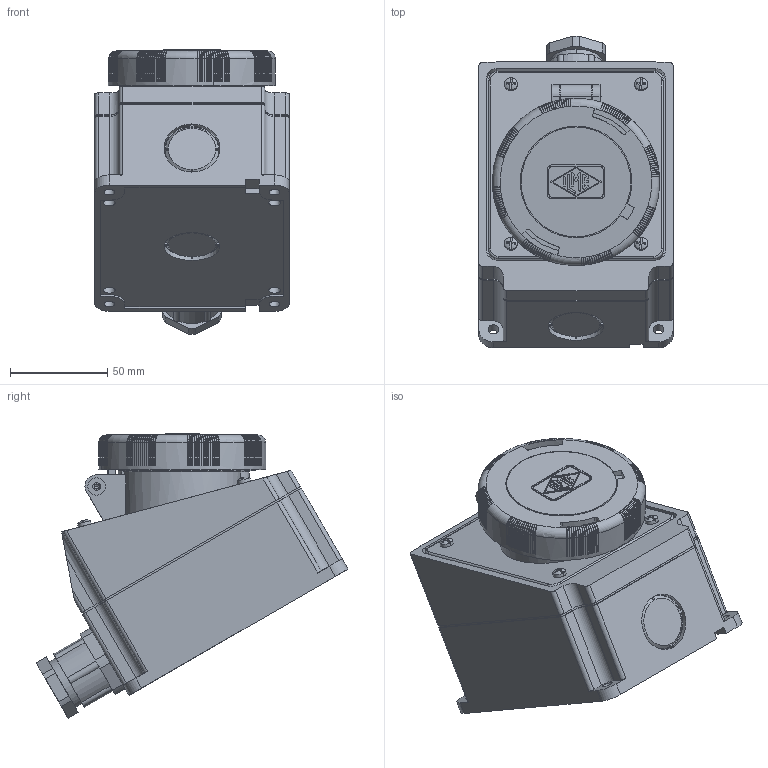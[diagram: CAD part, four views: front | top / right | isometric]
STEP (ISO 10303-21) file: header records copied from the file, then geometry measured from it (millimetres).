
FILE_DESCRIPTION(('Creo Elements/Direct Modeling STEP Export'),'2;1');
FILE_NAME('223miqb60nmqm6u6656','2024-01-15T13:42:49',(''),(''),'Creo Elements/Direct Modeling STEP processor for AP214 (Solid Model)','Creo Elements/Direct Modeling 20.5B 27-May-2023 (C) Parametric Technology GmbH','');
FILE_SCHEMA(('AUTOMOTIVE_DESIGN { 1 0 10303 214 1 1 1 1 }'));
Length unit declared in the file: millimetre
Products named in the file (3): PEW_1645_PP; COPERCHIETTO1645
Assembly tree (2 placements, depth 2):
  PEW_1645_PP
    COPERCHIETTO1645
    PEW_1645_PP
Bounding box: 100 x 160.41 x 146.28 mm (x, y, z)
Volume: 1008393 mm3; surface area: 135799 mm2
Topology: 2 solids, 2 shells, 1531 faces, 4213 edges, 2472 vertices
Faces by surface type: plane 741, cylinder 388, torus 381, cone 19, sphere 2
Entity records: 73593 total; most frequent: CARTESIAN_POINT 35996, ORIENTED_EDGE 7938, DIRECTION 7067, EDGE_CURVE 3969, AXIS2_PLACEMENT_3D 2643, VERTEX_POINT 2472, VECTOR 1781, LINE 1781
